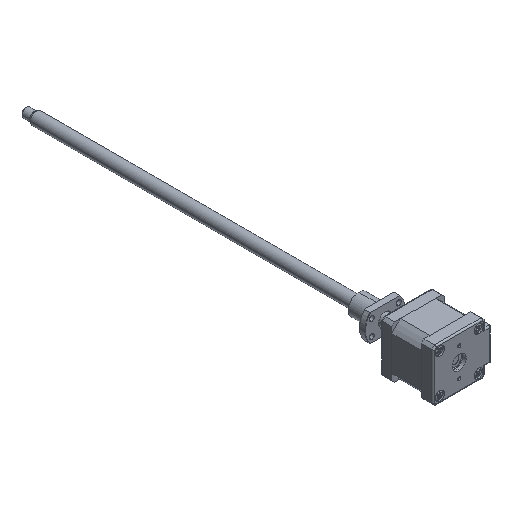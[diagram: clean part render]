
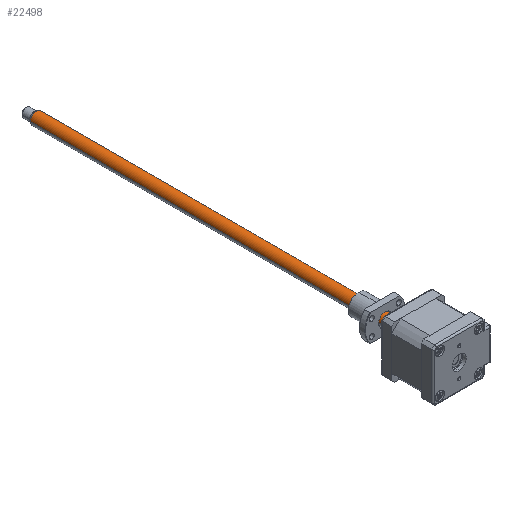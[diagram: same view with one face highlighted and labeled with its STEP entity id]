
A CAD part, isometric view. The second image highlights one B-rep face of the part: STEP entity #22498.
In plain terms, the highlighted cylindrical face has radius 4 mm (diameter 8 mm), a partial arc.
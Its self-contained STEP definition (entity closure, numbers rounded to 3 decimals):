
#1534 = DIRECTION ( 'NONE',  ( 0., -1., 0. ) ) ;
#1535 = CARTESIAN_POINT ( 'NONE',  ( -0.709, 264.993, 16.638 ) ) ;
#2481 = ORIENTED_EDGE ( 'NONE', *, *, #33744, .F. ) ;
#5331 = EDGE_LOOP ( 'NONE', ( #41123, #35506, #14441, #2481 ) ) ;
#5834 = VERTEX_POINT ( 'NONE', #6001 ) ;
#6001 = CARTESIAN_POINT ( 'NONE',  ( -8.709, 15.993, 16.638 ) ) ;
#6153 = LINE ( 'NONE', #7641, #18338 ) ;
#6480 = AXIS2_PLACEMENT_3D ( 'NONE', #40006, #16536, #13116 ) ;
#7641 = CARTESIAN_POINT ( 'NONE',  ( -8.709, 265.993, 16.638 ) ) ;
#7666 = DIRECTION ( 'NONE',  ( 0., -1., 0. ) ) ;
#8362 = DIRECTION ( 'NONE',  ( -1., 0., 0. ) ) ;
#8384 = DIRECTION ( 'NONE',  ( -1., 0., 0. ) ) ;
#9783 = FACE_OUTER_BOUND ( 'NONE', #5331, .T. ) ;
#9991 = AXIS2_PLACEMENT_3D ( 'NONE', #15598, #1534, #8362 ) ;
#10984 = EDGE_CURVE ( 'NONE', #17485, #36754, #25898, .T. ) ;
#11933 = EDGE_CURVE ( 'NONE', #17258, #5834, #6153, .T. ) ;
#12632 = CARTESIAN_POINT ( 'NONE',  ( -0.709, 15.993, 16.638 ) ) ;
#13116 = DIRECTION ( 'NONE',  ( 1., 0., 0. ) ) ;
#14247 = VECTOR ( 'NONE', #19101, 1000. ) ;
#14441 = ORIENTED_EDGE ( 'NONE', *, *, #11933, .T. ) ;
#14479 = CIRCLE ( 'NONE', #6480, 4. ) ;
#15598 = CARTESIAN_POINT ( 'NONE',  ( -4.709, 15.993, 16.638 ) ) ;
#16536 = DIRECTION ( 'NONE',  ( 0., -1., 0. ) ) ;
#17015 = EDGE_CURVE ( 'NONE', #17485, #17258, #14479, .T. ) ;
#17258 = VERTEX_POINT ( 'NONE', #30696 ) ;
#17485 = VERTEX_POINT ( 'NONE', #1535 ) ;
#18338 = VECTOR ( 'NONE', #24955, 1000. ) ;
#18718 = CIRCLE ( 'NONE', #9991, 4. ) ;
#19101 = DIRECTION ( 'NONE',  ( 0., -1., 0. ) ) ;
#22498 = ADVANCED_FACE ( 'NONE', ( #9783 ), #34130, .T. ) ;
#24955 = DIRECTION ( 'NONE',  ( 0., -1., 0. ) ) ;
#25898 = LINE ( 'NONE', #29411, #14247 ) ;
#27925 = CARTESIAN_POINT ( 'NONE',  ( -4.709, 265.993, 16.638 ) ) ;
#29081 = AXIS2_PLACEMENT_3D ( 'NONE', #27925, #7666, #8384 ) ;
#29411 = CARTESIAN_POINT ( 'NONE',  ( -0.709, 265.993, 16.638 ) ) ;
#30696 = CARTESIAN_POINT ( 'NONE',  ( -8.709, 264.993, 16.638 ) ) ;
#33744 = EDGE_CURVE ( 'NONE', #36754, #5834, #18718, .T. ) ;
#34130 = CYLINDRICAL_SURFACE ( 'NONE', #29081, 4. ) ;
#35506 = ORIENTED_EDGE ( 'NONE', *, *, #17015, .T. ) ;
#36754 = VERTEX_POINT ( 'NONE', #12632 ) ;
#40006 = CARTESIAN_POINT ( 'NONE',  ( -4.709, 264.993, 16.638 ) ) ;
#41123 = ORIENTED_EDGE ( 'NONE', *, *, #10984, .F. ) ;
